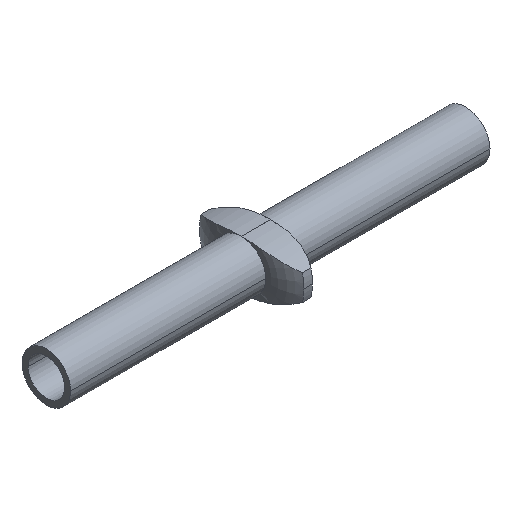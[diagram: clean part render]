
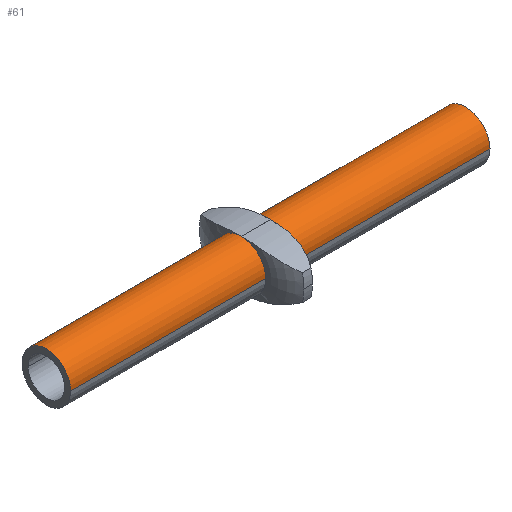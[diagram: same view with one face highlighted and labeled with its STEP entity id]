
A CAD part, isometric view. The second image highlights one B-rep face of the part: STEP entity #61.
In plain terms, the highlighted cylindrical face has radius 2 mm (diameter 4 mm), a partial arc.
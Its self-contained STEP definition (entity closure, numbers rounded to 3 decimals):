
#61=ADVANCED_FACE('',(#95),#96,.T.);
#95=FACE_OUTER_BOUND('',#133,.T.);
#96=CYLINDRICAL_SURFACE('',#134,2.0);
#133=EDGE_LOOP('',(#262,#263,#264,#265,#266,#267,#268,#269,#270,#271,#272,#273));
#134=AXIS2_PLACEMENT_3D('',#274,#275,#276);
#262=ORIENTED_EDGE('',*,*,#291,.T.);
#263=ORIENTED_EDGE('',*,*,#333,.T.);
#264=ORIENTED_EDGE('',*,*,#326,.T.);
#265=ORIENTED_EDGE('',*,*,#336,.T.);
#266=ORIENTED_EDGE('',*,*,#299,.T.);
#267=ORIENTED_EDGE('',*,*,#337,.F.);
#268=ORIENTED_EDGE('',*,*,#297,.T.);
#269=ORIENTED_EDGE('',*,*,#329,.T.);
#270=ORIENTED_EDGE('',*,*,#317,.T.);
#271=ORIENTED_EDGE('',*,*,#332,.T.);
#272=ORIENTED_EDGE('',*,*,#293,.T.);
#273=ORIENTED_EDGE('',*,*,#338,.F.);
#274=CARTESIAN_POINT('',(0.0,0.0,0.0));
#275=DIRECTION('',(-1.0,0.,0.0));
#276=DIRECTION('',(0.,1.0,0.0));
#291=EDGE_CURVE('',#339,#340,#341,.T.);
#293=EDGE_CURVE('',#344,#342,#345,.T.);
#297=EDGE_CURVE('',#352,#350,#353,.T.);
#299=EDGE_CURVE('',#356,#354,#357,.T.);
#317=EDGE_CURVE('',#389,#390,#391,.T.);
#326=EDGE_CURVE('',#404,#405,#406,.T.);
#329=EDGE_CURVE('',#350,#389,#409,.T.);
#332=EDGE_CURVE('',#390,#344,#412,.T.);
#333=EDGE_CURVE('',#340,#404,#413,.T.);
#336=EDGE_CURVE('',#405,#356,#416,.T.);
#337=EDGE_CURVE('',#352,#354,#417,.T.);
#338=EDGE_CURVE('',#339,#342,#418,.T.);
#339=VERTEX_POINT('',#419);
#340=VERTEX_POINT('',#420);
#341=LINE('',#421,#422);
#342=VERTEX_POINT('',#423);
#344=VERTEX_POINT('',#425);
#345=LINE('',#426,#427);
#350=VERTEX_POINT('',#433);
#352=VERTEX_POINT('',#435);
#353=LINE('',#436,#437);
#354=VERTEX_POINT('',#438);
#356=VERTEX_POINT('',#440);
#357=LINE('',#441,#442);
#389=VERTEX_POINT('',#481);
#390=VERTEX_POINT('',#482);
#391=LINE('',#483,#484);
#404=VERTEX_POINT('',#601);
#405=VERTEX_POINT('',#602);
#406=LINE('',#603,#604);
#409=CIRCLE('',#641,2.0);
#412=CIRCLE('',#644,2.0);
#413=CIRCLE('',#645,2.0);
#416=CIRCLE('',#648,2.0);
#417=CIRCLE('',#649,2.0);
#418=CIRCLE('',#650,2.0);
#419=CARTESIAN_POINT('',(17.25,2.0,0.0));
#420=CARTESIAN_POINT('',(1.2,2.0,0.));
#421=CARTESIAN_POINT('',(0.,2.0,0.));
#422=VECTOR('',#651,1.0);
#423=CARTESIAN_POINT('',(17.25,-2.0,0.));
#425=CARTESIAN_POINT('',(1.2,-2.0,0.));
#426=CARTESIAN_POINT('',(0.,-2.0,0.));
#427=VECTOR('',#655,1.0);
#433=CARTESIAN_POINT('',(-1.2,-2.0,0.));
#435=CARTESIAN_POINT('',(-17.25,-2.0,0.));
#436=CARTESIAN_POINT('',(0.,-2.0,0.));
#437=VECTOR('',#663,1.0);
#438=CARTESIAN_POINT('',(-17.25,2.0,0.0));
#440=CARTESIAN_POINT('',(-1.2,2.0,0.));
#441=CARTESIAN_POINT('',(0.,2.0,0.));
#442=VECTOR('',#667,1.0);
#481=CARTESIAN_POINT('',(-1.2,-0.004,2.));
#482=CARTESIAN_POINT('',(1.2,-0.004,2.));
#483=CARTESIAN_POINT('',(-1.2,-0.004,2.));
#484=VECTOR('',#705,1.0);
#601=CARTESIAN_POINT('',(1.2,0.002,2.));
#602=CARTESIAN_POINT('',(-1.2,0.002,2.));
#603=CARTESIAN_POINT('',(-1.2,0.002,2.));
#604=VECTOR('',#708,1.0);
#641=AXIS2_PLACEMENT_3D('',#709,#710,#711);
#644=AXIS2_PLACEMENT_3D('',#718,#719,#720);
#645=AXIS2_PLACEMENT_3D('',#721,#722,#723);
#648=AXIS2_PLACEMENT_3D('',#730,#731,#732);
#649=AXIS2_PLACEMENT_3D('',#733,#734,#735);
#650=AXIS2_PLACEMENT_3D('',#736,#737,#738);
#651=DIRECTION('',(-1.0,0.,0.0));
#655=DIRECTION('',(1.0,0.,-0.0));
#663=DIRECTION('',(1.0,0.,-0.0));
#667=DIRECTION('',(-1.0,0.,0.0));
#705=DIRECTION('',(1.0,0.,0.));
#708=DIRECTION('',(-1.0,0.,0.));
#709=CARTESIAN_POINT('',(-1.2,0.,0.0));
#710=DIRECTION('',(-1.0,0.,0.));
#711=DIRECTION('',(0.,1.0,0.0));
#718=CARTESIAN_POINT('',(1.2,0.,0.0));
#719=DIRECTION('',(1.0,0.,0.));
#720=DIRECTION('',(0.,1.0,0.0));
#721=CARTESIAN_POINT('',(1.2,0.,0.0));
#722=DIRECTION('',(1.0,0.,0.));
#723=DIRECTION('',(0.,1.0,0.0));
#730=CARTESIAN_POINT('',(-1.2,0.,0.0));
#731=DIRECTION('',(-1.0,0.,0.));
#732=DIRECTION('',(0.,1.0,0.0));
#733=CARTESIAN_POINT('',(-17.25,0.,0.0));
#734=DIRECTION('',(-1.0,0.,0.0));
#735=DIRECTION('',(0.,1.0,0.0));
#736=CARTESIAN_POINT('',(17.25,0.,0.0));
#737=DIRECTION('',(1.0,0.,0.0));
#738=DIRECTION('',(0.,1.0,0.0));
